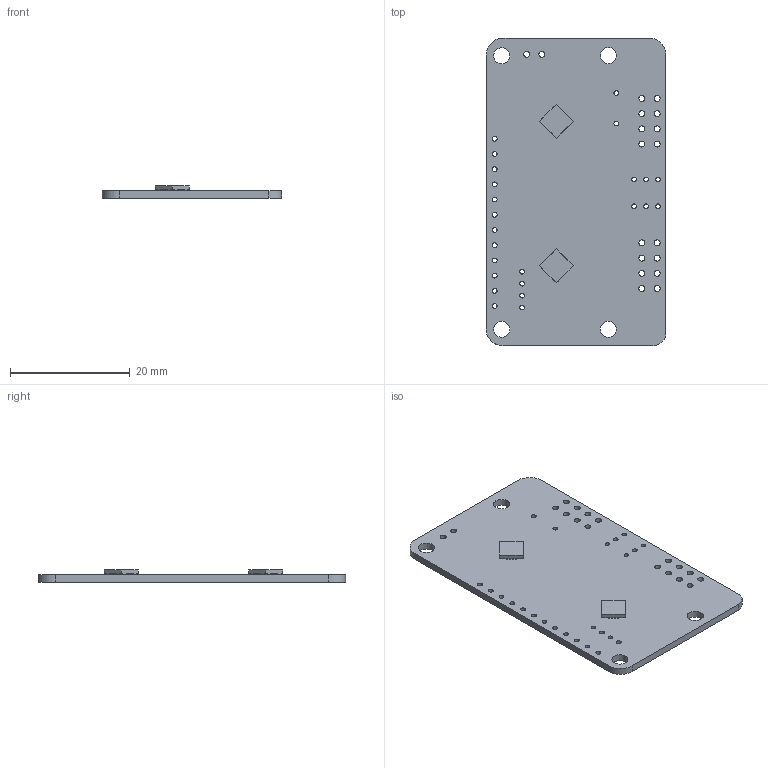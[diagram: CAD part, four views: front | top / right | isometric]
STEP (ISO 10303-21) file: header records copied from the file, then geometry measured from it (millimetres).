
FILE_DESCRIPTION(('KiCad electronic assembly'),'2;1');
FILE_NAME('CapSenseDuo.step','2022-06-23T12:14:35',('Pcbnew'),('Kicad'), 'Open CASCADE STEP processor 7.6','KiCad to STEP converter','Unknown' );
FILE_SCHEMA(('AUTOMOTIVE_DESIGN { 1 0 10303 214 1 1 1 1 }'));
Length unit declared in the file: millimetre
Products named in the file (4): CapSenseDuo 1; FDC2214QRGHRQ1; COMPOUND; _autosave-CapSenseDuo PCB
Assembly tree (4 placements, depth 3):
  CapSenseDuo 1
    FDC2214QRGHRQ1  x2
      COMPOUND
    _autosave-CapSenseDuo PCB
Bounding box: 29.97 x 51.31 x 2.02 mm (x, y, z)
Volume: 1804.9 mm3; surface area: 3500.9 mm2
Topology: 45 solids, 45 shells, 556 faces, 1380 edges, 920 vertices
Faces by surface type: bspline 490, cylinder 60, plane 6
Full cylindrical faces by diameter (mm): 0.203 x10, 0.762 x6, 0.8 x18, 1 x18, 2.7 x4
Entity records: 18544 total; most frequent: CARTESIAN_POINT 6435, B_SPLINE_CURVE_WITH_KNOTS 1782, ORIENTED_EDGE 1572, PCURVE 1572, DEFINITIONAL_REPRESENTATION 1572, EDGE_CURVE 786, SURFACE_CURVE 730, DIRECTION 718
